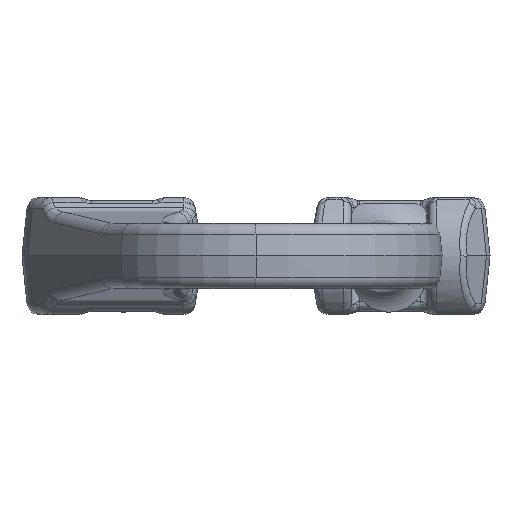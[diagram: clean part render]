
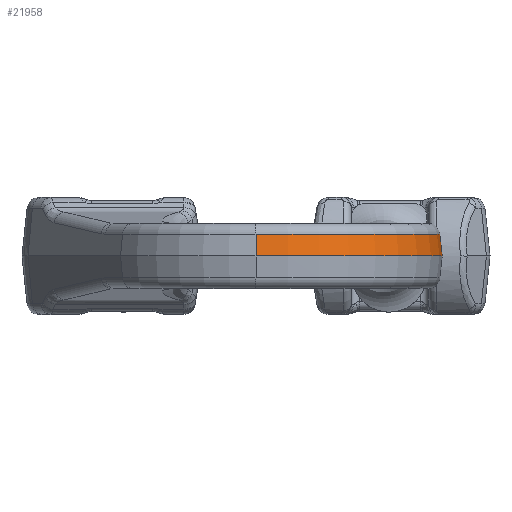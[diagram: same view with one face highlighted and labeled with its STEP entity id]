
A CAD part, front view. The second image highlights one B-rep face of the part: STEP entity #21958.
In plain terms, the highlighted conical face has half-angle 6 degrees and reference radius 34.785 mm.
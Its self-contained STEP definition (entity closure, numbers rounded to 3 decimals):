
#7357=CARTESIAN_POINT('',(34.682,-19.009,3.023));
#7358=CARTESIAN_POINT('',(34.665,-19.021,3.186));
#7359=CARTESIAN_POINT('',(34.629,-19.05,3.527));
#7360=CARTESIAN_POINT('',(34.59,-19.088,3.902));
#7361=CARTESIAN_POINT('',(34.569,-19.108,4.097));
#7363=CARTESIAN_POINT('',(0.,-19.009,0.));
#7364=DIRECTION('',(0.,0.,1.));
#7365=DIRECTION('',(0.,-1.,0.));
#7366=AXIS2_PLACEMENT_3D('',#7363,#7364,#7365);
#7368=DIRECTION('',(0.,0.105,0.995));
#7369=VECTOR('',#7368,4.12);
#7370=CARTESIAN_POINT('',(0.,-54.009,0.));
#7371=LINE('',#7370,#7369);
#7372=CARTESIAN_POINT('',(0.,-19.009,4.097));
#7373=DIRECTION('',(0.,0.,1.));
#7374=DIRECTION('',(0.,-1.,0.));
#7375=AXIS2_PLACEMENT_3D('',#7372,#7373,#7374);
#8692=DIRECTION('',(-0.105,0.,0.995));
#8693=VECTOR('',#8692,3.04);
#8694=CARTESIAN_POINT('',(35.,-19.009,0.));
#8695=LINE('',#8694,#8693);
#9677=CARTESIAN_POINT('',(0.,-54.009,0.));
#9678=VERTEX_POINT('',#9677);
#9679=CARTESIAN_POINT('',(35.,-19.009,0.));
#9680=VERTEX_POINT('',#9679);
#9712=CARTESIAN_POINT('',(0.,-53.578,4.097));
#9714=VERTEX_POINT('',#9712);
#9905=VERTEX_POINT('',#7357);
#9906=VERTEX_POINT('',#7361);
#21942=CARTESIAN_POINT('',(0.,-19.009,2.049));
#21943=DIRECTION('',(0.,0.,-1.));
#21944=DIRECTION('',(-1.,0.,0.));
#21945=AXIS2_PLACEMENT_3D('',#21942,#21943,#21944);
#21946=CONICAL_SURFACE('',#21945,34.785,6.);
#21948=ORIENTED_EDGE('',*,*,#21947,.F.);
#21950=ORIENTED_EDGE('',*,*,#21949,.F.);
#21952=ORIENTED_EDGE('',*,*,#21951,.F.);
#21954=ORIENTED_EDGE('',*,*,#21953,.T.);
#21955=ORIENTED_EDGE('',*,*,#21931,.T.);
#21956=EDGE_LOOP('',(#21948,#21950,#21952,#21954,#21955));
#21957=FACE_OUTER_BOUND('',#21956,.F.);
#21958=ADVANCED_FACE('',(#21957),#21946,.T.);
#7362=B_SPLINE_CURVE_WITH_KNOTS('',3,(#7357,#7358,#7359,#7360,#7361),
.UNSPECIFIED.,.F.,.F.,(4,1,4),(0.,0.5,1.),.UNSPECIFIED.);
#7367=CIRCLE('',#7366,35.);
#7376=CIRCLE('',#7375,34.569);
#21931=EDGE_CURVE('',#9714,#9906,#7376,.T.);
#21947=EDGE_CURVE('',#9905,#9906,#7362,.T.);
#21949=EDGE_CURVE('',#9680,#9905,#8695,.T.);
#21951=EDGE_CURVE('',#9678,#9680,#7367,.T.);
#21953=EDGE_CURVE('',#9678,#9714,#7371,.T.);
